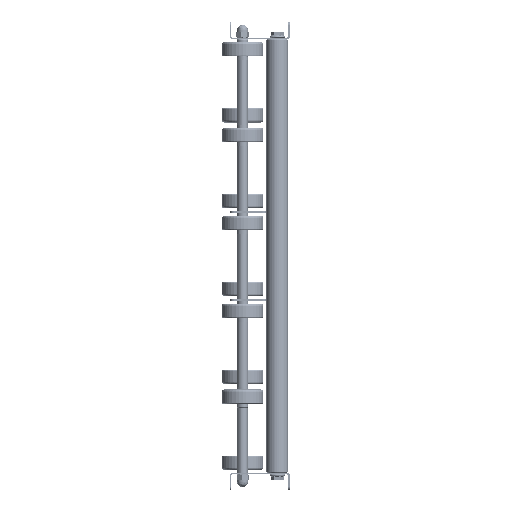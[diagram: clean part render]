
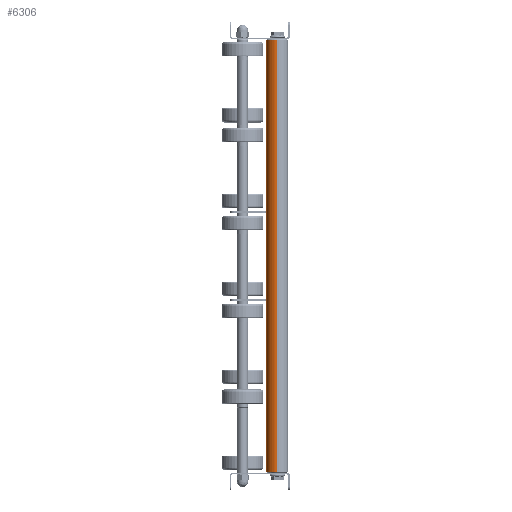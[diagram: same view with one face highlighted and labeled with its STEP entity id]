
A CAD part, left-side view. The second image highlights one B-rep face of the part: STEP entity #6306.
In plain terms, the highlighted cylindrical face has radius 12.5 mm (diameter 25 mm), a partial arc.
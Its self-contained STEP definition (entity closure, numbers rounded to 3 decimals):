
#111 = VECTOR ( 'NONE', #10635, 1000. ) ;
#267 = CARTESIAN_POINT ( 'NONE',  ( 1., 0., -12.5 ) ) ;
#653 = AXIS2_PLACEMENT_3D ( 'NONE', #17239, #6475, #11922 ) ;
#895 = CARTESIAN_POINT ( 'NONE',  ( 499., 0., -12.5 ) ) ;
#1831 = LINE ( 'NONE', #12185, #12792 ) ;
#2213 = EDGE_CURVE ( 'NONE', #19197, #19515, #1831, .T. ) ;
#3123 = CARTESIAN_POINT ( 'NONE',  ( 500., 0., 0. ) ) ;
#3263 = CARTESIAN_POINT ( 'NONE',  ( 499., 0., 0. ) ) ;
#3965 = VERTEX_POINT ( 'NONE', #3983 ) ;
#3983 = CARTESIAN_POINT ( 'NONE',  ( 1., 0., 12.5 ) ) ;
#4476 = EDGE_CURVE ( 'NONE', #19515, #3965, #10672, .T. ) ;
#4839 = AXIS2_PLACEMENT_3D ( 'NONE', #3263, #14286, #12217 ) ;
#5919 = EDGE_CURVE ( 'NONE', #6968, #19197, #8520, .T. ) ;
#6306 = ADVANCED_FACE ( 'NONE', ( #11836 ), #18912, .T. ) ;
#6475 = DIRECTION ( 'NONE',  ( 1., 0., 0. ) ) ;
#6968 = VERTEX_POINT ( 'NONE', #11218 ) ;
#7233 = ORIENTED_EDGE ( 'NONE', *, *, #5919, .T. ) ;
#8520 = CIRCLE ( 'NONE', #4839, 12.5 ) ;
#8555 = AXIS2_PLACEMENT_3D ( 'NONE', #3123, #17273, #20884 ) ;
#9018 = ORIENTED_EDGE ( 'NONE', *, *, #21754, .F. ) ;
#10635 = DIRECTION ( 'NONE',  ( -1., 0., 0. ) ) ;
#10672 = CIRCLE ( 'NONE', #653, 12.5 ) ;
#10868 = CARTESIAN_POINT ( 'NONE',  ( 500., 0., 12.5 ) ) ;
#11158 = EDGE_LOOP ( 'NONE', ( #7233, #11774, #16055, #9018 ) ) ;
#11218 = CARTESIAN_POINT ( 'NONE',  ( 499., 0., 12.5 ) ) ;
#11774 = ORIENTED_EDGE ( 'NONE', *, *, #2213, .T. ) ;
#11836 = FACE_OUTER_BOUND ( 'NONE', #11158, .T. ) ;
#11922 = DIRECTION ( 'NONE',  ( 0., 0., -1. ) ) ;
#12185 = CARTESIAN_POINT ( 'NONE',  ( 500., 0., -12.5 ) ) ;
#12217 = DIRECTION ( 'NONE',  ( 0., 0., -1. ) ) ;
#12792 = VECTOR ( 'NONE', #16015, 1000. ) ;
#14286 = DIRECTION ( 'NONE',  ( -1., 0., 0. ) ) ;
#16015 = DIRECTION ( 'NONE',  ( -1., 0., 0. ) ) ;
#16055 = ORIENTED_EDGE ( 'NONE', *, *, #4476, .T. ) ;
#16218 = LINE ( 'NONE', #10868, #111 ) ;
#17239 = CARTESIAN_POINT ( 'NONE',  ( 1., 0., 0. ) ) ;
#17273 = DIRECTION ( 'NONE',  ( -1., 0., 0. ) ) ;
#18912 = CYLINDRICAL_SURFACE ( 'NONE', #8555, 12.5 ) ;
#19197 = VERTEX_POINT ( 'NONE', #895 ) ;
#19515 = VERTEX_POINT ( 'NONE', #267 ) ;
#20884 = DIRECTION ( 'NONE',  ( 0., 0., 1. ) ) ;
#21754 = EDGE_CURVE ( 'NONE', #6968, #3965, #16218, .T. ) ;
